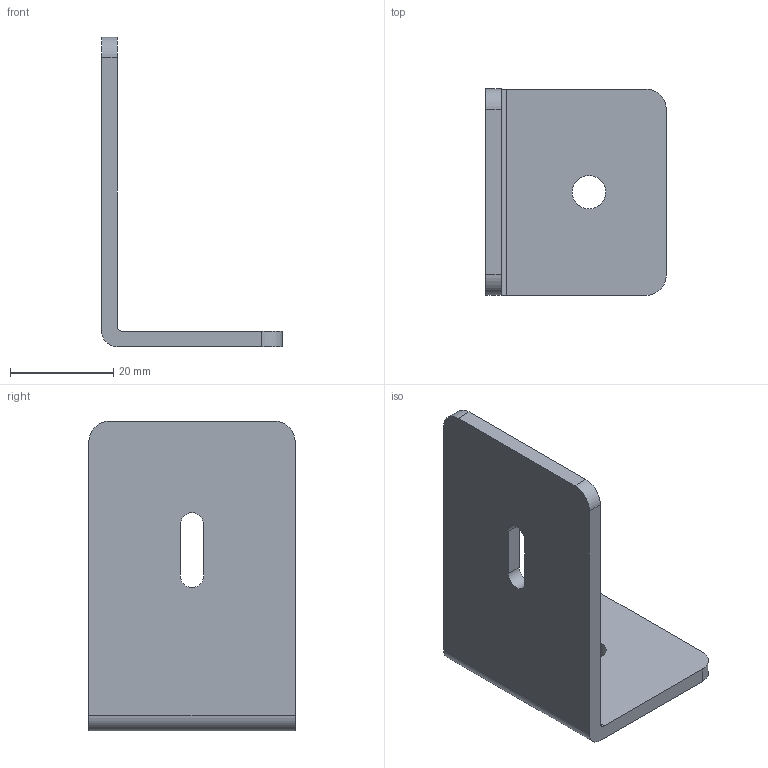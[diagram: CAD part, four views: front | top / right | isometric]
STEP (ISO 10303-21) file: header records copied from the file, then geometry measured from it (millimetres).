
FILE_DESCRIPTION(/* description */ ('WINKEL'),/* implementation_level */ '2;1');
FILE_NAME(/* name */ 'WK-022269__WK_000.stp',/* time_stamp */ '2018-04-25T13:00:52+02:00',/* author */ ('m.buengen'),/* organization */ (''),/* preprocessor_version */ 'ST-DEVELOPER v15.6',/* originating_system */ 'Autodesk Inventor 2015',/* authorisation */ '');
FILE_SCHEMA (('AUTOMOTIVE_DESIGN { 1 0 10303 214 3 1 1 }'));
Length unit declared in the file: millimetre
Products named in the file (1): WK-022269__WK_000
Bounding box: 35 x 40 x 60 mm (x, y, z)
Volume: 10647.9 mm3; surface area: 8007.3 mm2
Topology: 1 solids, 1 shells, 19 faces, 52 edges, 35 vertices
Faces by surface type: plane 10, cylinder 9
Full cylindrical faces by diameter (mm): 6.5 x1
Entity records: 630 total; most frequent: DIRECTION 108, CARTESIAN_POINT 104, ORIENTED_EDGE 100, EDGE_CURVE 50, AXIS2_PLACEMENT_3D 38, VERTEX_POINT 34, LINE 32, VECTOR 32
